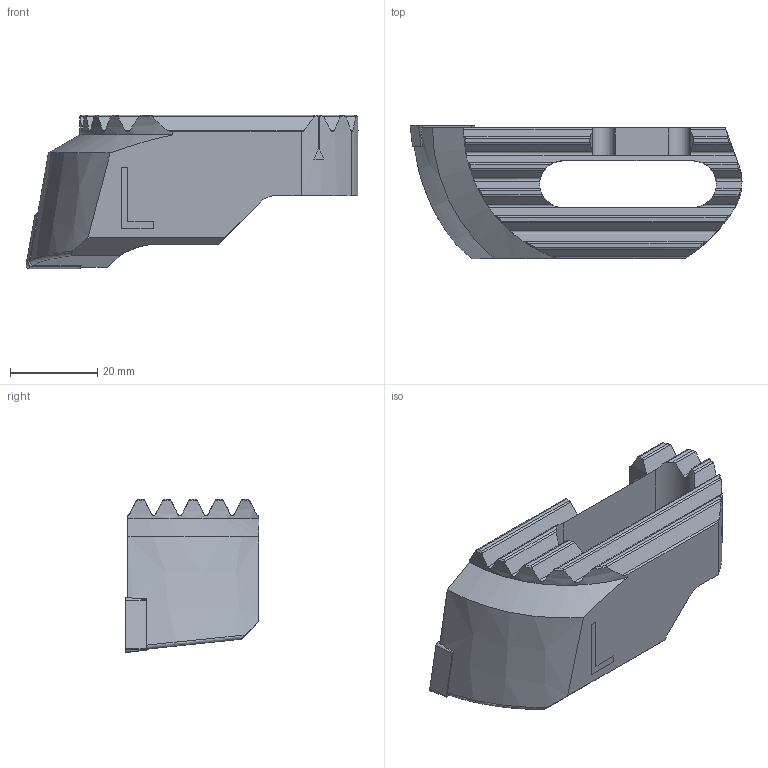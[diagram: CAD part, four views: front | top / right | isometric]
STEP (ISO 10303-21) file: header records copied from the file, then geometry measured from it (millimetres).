
FILE_DESCRIPTION(('no description'),'unknown implementation level');
FILE_NAME('19A87582-6E05-4099-8F37-465E7E21C67C_export.stp',' ',('CIMSOURCE GmbH'),('CADClick - KiM GmbH - www.kimweb.de'),'unknown preprocess','ACIS','unknown authorization');
FILE_SCHEMA(('automotive_design'));
Length unit declared in the file: millimetre
Products named in the file (3): 639.466 Kaiser 88-110 SW68 CC12 L|639.466 Kaiser 88-110 SW68 CC12 L;Marke; 639.466 Kaiser 88-110 SW68 CC12 L|694.150 Kaiser ETL M5 X 13,3 T20 IP 10S;Kreismuster1; 639.466 Kaiser 88-110 SW68 CC12 L|654.991 Kaiser CCMT 120408 K20C;Kombinieren1
Bounding box: 76 x 30.46 x 35.1 mm (x, y, z)
Volume: 34342.2 mm3; surface area: 11556.2 mm2
Topology: 3 solids, 3 shells, 200 faces, 542 edges, 350 vertices
Faces by surface type: plane 87, cylinder 71, cone 31, torus 10, bspline 1
Entity records: 13977 total; most frequent: CARTESIAN_POINT 2772, STYLED_ITEM 1093, PRESENTATION_STYLE_ASSIGNMENT 1093, DIRECTION 1093, COLOUR_RGB 1093, ORIENTED_EDGE 1080, EDGE_CURVE 540, CURVE_STYLE 540
